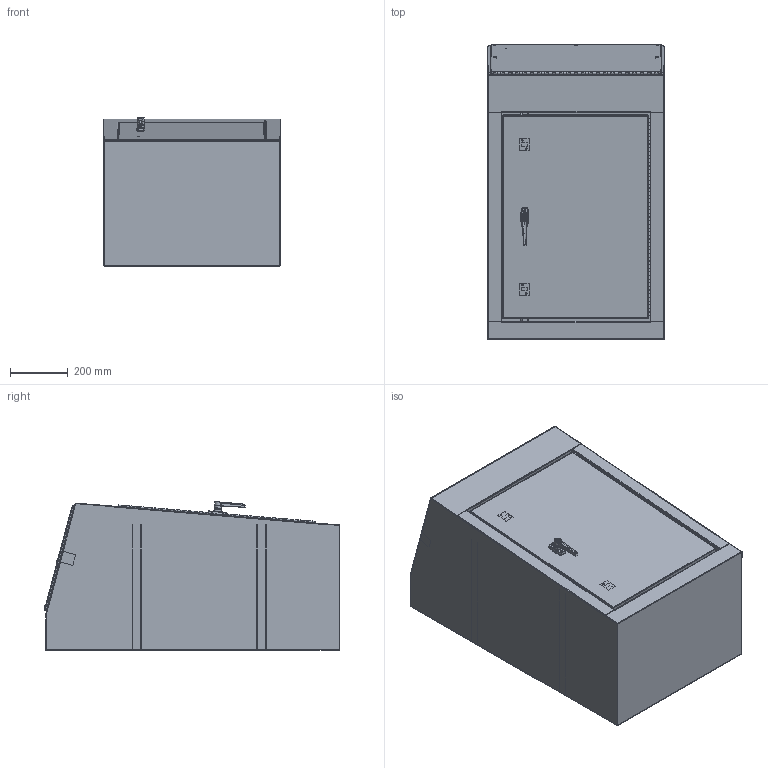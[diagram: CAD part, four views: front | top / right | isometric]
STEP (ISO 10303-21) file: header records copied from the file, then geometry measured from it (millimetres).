
FILE_DESCRIPTION (( 'STEP AP214' ), '1' );
FILE_NAME ('WC10B.STEP', '2020-03-02T18:28:19', ( '' ), ( '' ), 'SwSTEP 2.0', 'SolidWorks 2019', '' );
FILE_SCHEMA (( 'AUTOMOTIVE_DESIGN' ));
Length unit declared in the file: inch
Products named in the file (1): WC10B
Bounding box: 612.77 x 1025.04 x 516.13 mm (x, y, z)
Volume: 7024392 mm3; surface area: 7159362.7 mm2
Topology: 71 solids, 119 shells, 2646 faces, 6846 edges, 4478 vertices
Faces by surface type: plane 1486, cylinder 742, bspline 305, cone 111, torus 2
Full cylindrical faces by diameter (mm): 3.175 x2, 3.302 x1, 3.505 x99, 3.962 x5, 4 x3, 4.039 x2, 4.254 x3, 4.255 x2, 4.978 x5, 5.08 x4, 5.556 x2, 5.69 x4, 6.128 x2, 6.172 x2, 6.299 x5, 6.337 x6, 6.35 x13, 6.528 x5, 7.023 x16, 7.061 x5, 7.144 x2, 7.798 x4, 7.937 x11, 7.938 x2, 8.382 x12, 9.525 x2, 10.16 x4, 10.312 x5, 11.113 x2, 11.506 x5
Entity records: 135053 total; most frequent: CARTESIAN_POINT 38835, ORIENTED_EDGE 12838, DIRECTION 11276, EDGE_CURVE 6419, VERTEX_POINT 4401, AXIS2_PLACEMENT_3D 3821, VECTOR 3634, LINE 3634
